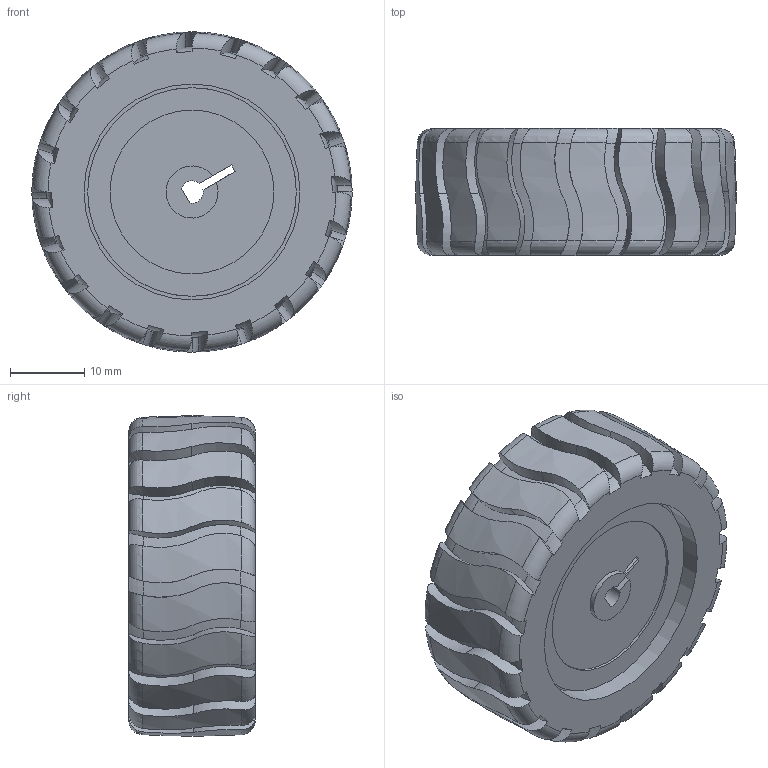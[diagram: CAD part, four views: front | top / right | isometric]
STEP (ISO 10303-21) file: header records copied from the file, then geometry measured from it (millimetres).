
FILE_DESCRIPTION(/* description */ (''),/* implementation_level */ '2;1');
FILE_NAME(/* name */ 'N20 wheel.step',/* time_stamp */ '2025-07-12T21:47:55+05:30',/* author */ (''),/* organization */ (''),/* preprocessor_version */ 'ST-DEVELOPER v20.1',/* originating_system */ 'Autodesk Translation Framework v14.10.0.0',/* authorisation */ '');
FILE_SCHEMA (('AUTOMOTIVE_DESIGN { 1 0 10303 214 3 1 1 }'));
Length unit declared in the file: millimetre
Products named in the file (1): Velg + Ban
Bounding box: 43 x 17 x 43 mm (x, y, z)
Volume: 13528.2 mm3; surface area: 12070.5 mm2
Topology: 2 solids, 2 shells, 397 faces, 1166 edges, 777 vertices
Faces by surface type: plane 146, cylinder 105, torus 80, bspline 40, cone 26
Full cylindrical faces by diameter (mm): 22 x2, 27 x2, 28 x1, 29 x2, 34.464 x1, 35 x1
Entity records: 15553 total; most frequent: CARTESIAN_POINT 5158, ORIENTED_EDGE 2332, DIRECTION 1919, EDGE_CURVE 1166, VERTEX_POINT 777, AXIS2_PLACEMENT_3D 715, LINE 489, VECTOR 489
